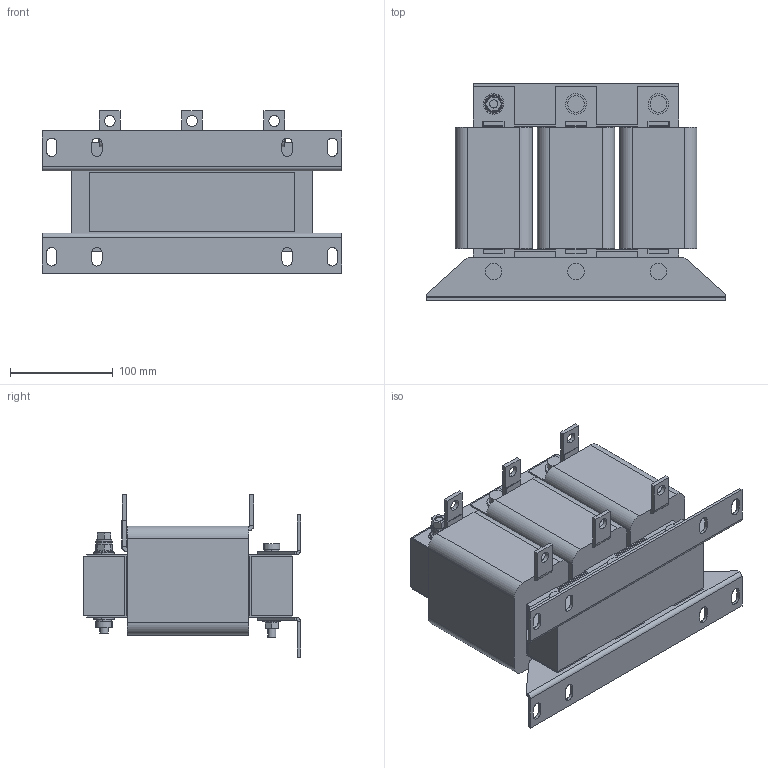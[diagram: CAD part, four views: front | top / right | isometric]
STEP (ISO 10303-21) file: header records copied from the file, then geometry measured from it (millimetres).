
FILE_DESCRIPTION (( 'STEP AP214' ), '1' );
FILE_NAME ('342752.STEP', '2021-03-19T05:22:08', ( '' ), ( '' ), 'SwSTEP 2.0', 'SolidWorks 2018', '' );
FILE_SCHEMA (( 'AUTOMOTIVE_DESIGN' ));
Length unit declared in the file: millimetre
Products named in the file (1): 342752
Bounding box: 291 x 211 x 158 mm (x, y, z)
Volume: 3935815.8 mm3; surface area: 323020.5 mm2
Topology: 1 solids, 1 shells, 477 faces, 1190 edges, 748 vertices
Faces by surface type: plane 315, cylinder 126, torus 24, cone 12
Entity records: 14862 total; most frequent: CARTESIAN_POINT 3220, DIRECTION 2422, ORIENTED_EDGE 2380, EDGE_CURVE 1190, LINE 818, VECTOR 818, AXIS2_PLACEMENT_3D 802, VERTEX_POINT 748
